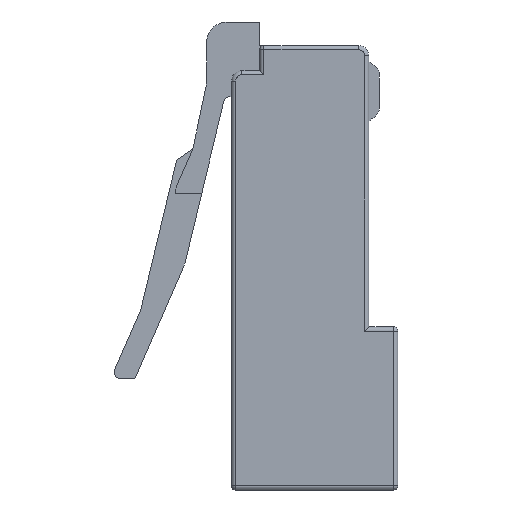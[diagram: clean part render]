
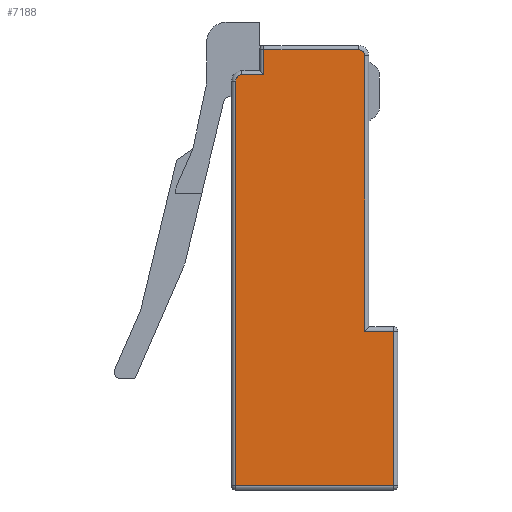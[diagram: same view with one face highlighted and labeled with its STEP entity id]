
A CAD part, left-side view. The second image highlights one B-rep face of the part: STEP entity #7188.
In plain terms, the highlighted planar face has unit normal (-1, 0, 0).
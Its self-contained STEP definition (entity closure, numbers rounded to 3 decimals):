
#42 = CARTESIAN_POINT ( 'NONE',  ( -5.84, -2.1, 21.17 ) ) ;
#202 = EDGE_CURVE ( 'NONE', #7396, #4342, #5434, .T. ) ;
#325 = DIRECTION ( 'NONE',  ( 0., 0., -1. ) ) ;
#382 = CARTESIAN_POINT ( 'NONE',  ( -5.84, -3.8, 7.64 ) ) ;
#404 = CARTESIAN_POINT ( 'NONE',  ( -5.84, 3.8, 0.2 ) ) ;
#442 = VECTOR ( 'NONE', #4834, 1000. ) ;
#633 = DIRECTION ( 'NONE',  ( 0., 0., 1. ) ) ;
#803 = CARTESIAN_POINT ( 'NONE',  ( -5.84, -2.4, 7.64 ) ) ;
#948 = CARTESIAN_POINT ( 'NONE',  ( -5.84, 3.5, 19.66 ) ) ;
#970 = AXIS2_PLACEMENT_3D ( 'NONE', #948, #4668, #325 ) ;
#1043 = ORIENTED_EDGE ( 'NONE', *, *, #6905, .T. ) ;
#1141 = VECTOR ( 'NONE', #6045, 1000. ) ;
#1251 = EDGE_CURVE ( 'NONE', #2450, #7461, #5702, .T. ) ;
#1341 = EDGE_CURVE ( 'NONE', #5430, #7396, #5125, .T. ) ;
#1402 = LINE ( 'NONE', #1601, #7782 ) ;
#1565 = LINE ( 'NONE', #5487, #4684 ) ;
#1601 = CARTESIAN_POINT ( 'NONE',  ( -5.84, 2.44, 21.37 ) ) ;
#1657 = DIRECTION ( 'NONE',  ( -1., 0., 0. ) ) ;
#1839 = DIRECTION ( 'NONE',  ( 0., 0., -1. ) ) ;
#1874 = CARTESIAN_POINT ( 'NONE',  ( -5.84, -2.4, 20.87 ) ) ;
#1980 = CARTESIAN_POINT ( 'NONE',  ( -5.84, 2.44, 21.17 ) ) ;
#2033 = VERTEX_POINT ( 'NONE', #404 ) ;
#2271 = CARTESIAN_POINT ( 'NONE',  ( -5.84, -2.1, 20.87 ) ) ;
#2450 = VERTEX_POINT ( 'NONE', #42 ) ;
#2565 = FACE_OUTER_BOUND ( 'NONE', #3414, .T. ) ;
#2595 = CARTESIAN_POINT ( 'NONE',  ( -5.84, -3.8, 0.2 ) ) ;
#2658 = EDGE_CURVE ( 'NONE', #7262, #2033, #1565, .T. ) ;
#2820 = ORIENTED_EDGE ( 'NONE', *, *, #2896, .T. ) ;
#2880 = ORIENTED_EDGE ( 'NONE', *, *, #6279, .T. ) ;
#2896 = EDGE_CURVE ( 'NONE', #7487, #5430, #4770, .T. ) ;
#2918 = ORIENTED_EDGE ( 'NONE', *, *, #1341, .T. ) ;
#2947 = CARTESIAN_POINT ( 'NONE',  ( -5.84, -4., 0.2 ) ) ;
#2965 = CIRCLE ( 'NONE', #3681, 0.3 ) ;
#3130 = PLANE ( 'NONE',  #3928 ) ;
#3414 = EDGE_LOOP ( 'NONE', ( #7739, #1043, #7321, #4282, #6312, #3959, #2820, #2918, #5328, #2880 ) ) ;
#3487 = VECTOR ( 'NONE', #6245, 1000. ) ;
#3681 = AXIS2_PLACEMENT_3D ( 'NONE', #2271, #1657, #5382 ) ;
#3741 = LINE ( 'NONE', #6076, #442 ) ;
#3928 = AXIS2_PLACEMENT_3D ( 'NONE', #4354, #6184, #1839 ) ;
#3959 = ORIENTED_EDGE ( 'NONE', *, *, #4882, .T. ) ;
#4065 = VECTOR ( 'NONE', #6697, 1000. ) ;
#4242 = DIRECTION ( 'NONE',  ( 0., 0., -1. ) ) ;
#4282 = ORIENTED_EDGE ( 'NONE', *, *, #5049, .T. ) ;
#4342 = VERTEX_POINT ( 'NONE', #6218 ) ;
#4354 = CARTESIAN_POINT ( 'NONE',  ( -5.84, -4., 21.37 ) ) ;
#4668 = DIRECTION ( 'NONE',  ( -1., 0., 0. ) ) ;
#4684 = VECTOR ( 'NONE', #4242, 1000. ) ;
#4770 = LINE ( 'NONE', #5649, #6027 ) ;
#4834 = DIRECTION ( 'NONE',  ( 0., 1., 0. ) ) ;
#4882 = EDGE_CURVE ( 'NONE', #2033, #7487, #7892, .T. ) ;
#5027 = CARTESIAN_POINT ( 'NONE',  ( -5.84, -4., 7.64 ) ) ;
#5049 = EDGE_CURVE ( 'NONE', #5551, #7262, #6379, .T. ) ;
#5125 = LINE ( 'NONE', #5027, #3487 ) ;
#5249 = VECTOR ( 'NONE', #633, 1000. ) ;
#5328 = ORIENTED_EDGE ( 'NONE', *, *, #202, .T. ) ;
#5382 = DIRECTION ( 'NONE',  ( 0., 0., -1. ) ) ;
#5430 = VERTEX_POINT ( 'NONE', #382 ) ;
#5434 = LINE ( 'NONE', #1874, #5249 ) ;
#5487 = CARTESIAN_POINT ( 'NONE',  ( -5.84, 3.8, 21.37 ) ) ;
#5551 = VERTEX_POINT ( 'NONE', #7677 ) ;
#5562 = CARTESIAN_POINT ( 'NONE',  ( -5.84, 2.44, 19.96 ) ) ;
#5649 = CARTESIAN_POINT ( 'NONE',  ( -5.84, -3.8, 21.37 ) ) ;
#5702 = LINE ( 'NONE', #7281, #4065 ) ;
#6027 = VECTOR ( 'NONE', #6881, 1000. ) ;
#6045 = DIRECTION ( 'NONE',  ( 0., -1., 0. ) ) ;
#6076 = CARTESIAN_POINT ( 'NONE',  ( -5.84, -4., 19.96 ) ) ;
#6184 = DIRECTION ( 'NONE',  ( 1., 0., 0. ) ) ;
#6218 = CARTESIAN_POINT ( 'NONE',  ( -5.84, -2.4, 20.87 ) ) ;
#6245 = DIRECTION ( 'NONE',  ( 0., 1., 0. ) ) ;
#6279 = EDGE_CURVE ( 'NONE', #4342, #2450, #2965, .T. ) ;
#6312 = ORIENTED_EDGE ( 'NONE', *, *, #2658, .T. ) ;
#6379 = CIRCLE ( 'NONE', #970, 0.3 ) ;
#6599 = EDGE_CURVE ( 'NONE', #7507, #5551, #3741, .T. ) ;
#6697 = DIRECTION ( 'NONE',  ( 0., 1., 0. ) ) ;
#6881 = DIRECTION ( 'NONE',  ( 0., 0., 1. ) ) ;
#6905 = EDGE_CURVE ( 'NONE', #7461, #7507, #1402, .T. ) ;
#7134 = CARTESIAN_POINT ( 'NONE',  ( -5.84, 3.8, 19.66 ) ) ;
#7170 = DIRECTION ( 'NONE',  ( 0., 0., -1. ) ) ;
#7188 = ADVANCED_FACE ( 'NONE', ( #2565 ), #3130, .F. ) ;
#7262 = VERTEX_POINT ( 'NONE', #7134 ) ;
#7281 = CARTESIAN_POINT ( 'NONE',  ( -5.84, -4., 21.17 ) ) ;
#7321 = ORIENTED_EDGE ( 'NONE', *, *, #6599, .T. ) ;
#7396 = VERTEX_POINT ( 'NONE', #803 ) ;
#7461 = VERTEX_POINT ( 'NONE', #1980 ) ;
#7487 = VERTEX_POINT ( 'NONE', #2595 ) ;
#7507 = VERTEX_POINT ( 'NONE', #5562 ) ;
#7677 = CARTESIAN_POINT ( 'NONE',  ( -5.84, 3.5, 19.96 ) ) ;
#7739 = ORIENTED_EDGE ( 'NONE', *, *, #1251, .T. ) ;
#7782 = VECTOR ( 'NONE', #7170, 1000. ) ;
#7892 = LINE ( 'NONE', #2947, #1141 ) ;
